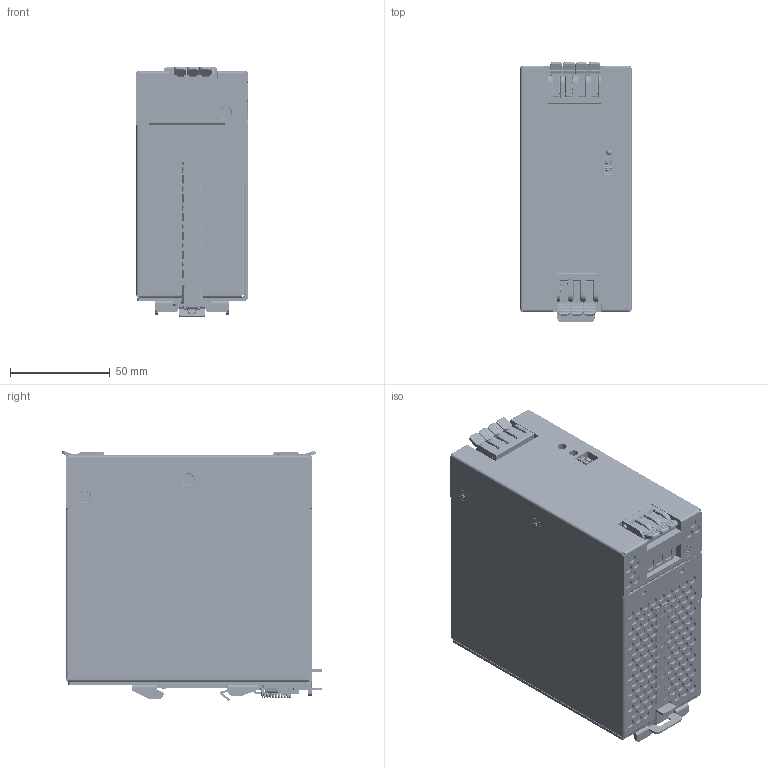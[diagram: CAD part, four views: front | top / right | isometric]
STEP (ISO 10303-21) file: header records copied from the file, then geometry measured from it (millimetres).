
FILE_DESCRIPTION (( 'STEP AP214' ), '1' );
FILE_NAME ('PSR-24-480C.STEP', '2026-01-15T14:40:08', ( '' ), ( '' ), 'SwSTEP 2.0', 'SolidWorks 2024', '' );
FILE_SCHEMA (( 'AUTOMOTIVE_DESIGN' ));
Length unit declared in the file: inch
Products named in the file (1): PSR-24-480C
Bounding box: 56 x 130.8 x 125.59 mm (x, y, z)
Volume: 796764.1 mm3; surface area: 141930.2 mm2
Topology: 7 solids, 29 shells, 4472 faces, 11869 edges, 7482 vertices
Faces by surface type: cylinder 2039, plane 1730, bspline 286, torus 264, cone 119, sphere 34
Full cylindrical faces by diameter (mm): 2.4 x9, 3.5 x4, 4.5 x2, 6.7 x6
Entity records: 156252 total; most frequent: CARTESIAN_POINT 43715, DIRECTION 23765, ORIENTED_EDGE 23566, EDGE_CURVE 11783, AXIS2_PLACEMENT_3D 8810, VERTEX_POINT 7471, LINE 6145, VECTOR 6145
